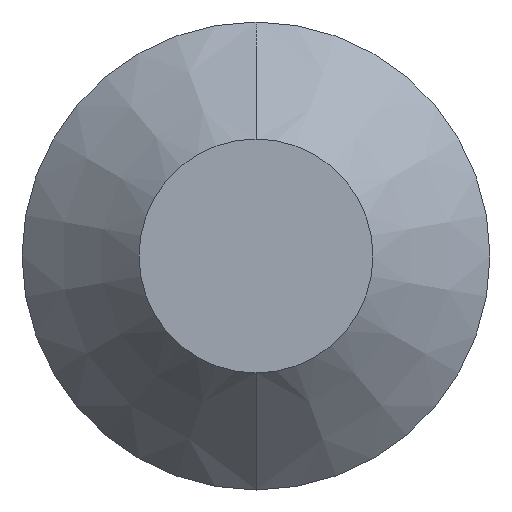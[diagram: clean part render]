
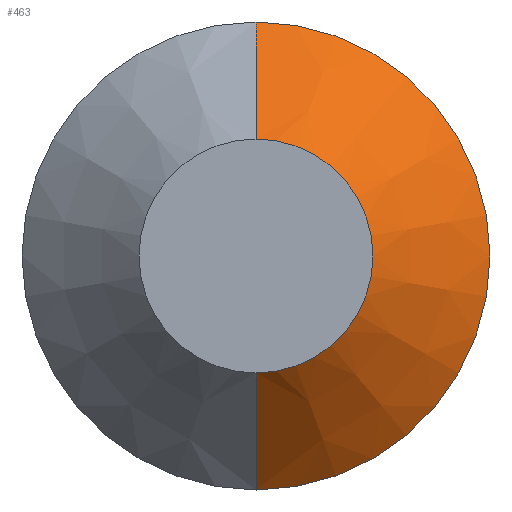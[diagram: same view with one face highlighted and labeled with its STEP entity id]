
A CAD part, front view. The second image highlights one B-rep face of the part: STEP entity #463.
In plain terms, the highlighted conical face has half-angle 45 degrees and reference radius 3 mm.
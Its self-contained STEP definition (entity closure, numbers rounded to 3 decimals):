
#34 = ORIENTED_EDGE ( 'NONE', *, *, #426, .T. ) ;
#127 = ORIENTED_EDGE ( 'NONE', *, *, #425, .T. ) ;
#134 = ORIENTED_EDGE ( 'NONE', *, *, #503, .F. ) ;
#141 = ORIENTED_EDGE ( 'NONE', *, *, #421, .F. ) ;
#193 = CARTESIAN_POINT ( 'NONE',  ( 0., -0.3, -3. ) ) ;
#203 = CARTESIAN_POINT ( 'NONE',  ( 0., -1.8, 1.5 ) ) ;
#204 = CARTESIAN_POINT ( 'NONE',  ( 0., -1.8, -1.5 ) ) ;
#207 = CARTESIAN_POINT ( 'NONE',  ( 0., -0.3, 3. ) ) ;
#248 = DIRECTION ( 'NONE',  ( 0., 0., 1. ) ) ;
#249 = DIRECTION ( 'NONE',  ( 0., 1., 0. ) ) ;
#250 = CARTESIAN_POINT ( 'NONE',  ( 0., -0.3, 0. ) ) ;
#324 = DIRECTION ( 'NONE',  ( 0., 0., 1. ) ) ;
#326 = DIRECTION ( 'NONE',  ( 0., 1., 0. ) ) ;
#329 = CARTESIAN_POINT ( 'NONE',  ( 0., -0.3, 0. ) ) ;
#367 = DIRECTION ( 'NONE',  ( 0., 1., 0. ) ) ;
#377 = DIRECTION ( 'NONE',  ( 0., 0., 1. ) ) ;
#381 = CARTESIAN_POINT ( 'NONE',  ( 0., -1.8, 0. ) ) ;
#386 = DIRECTION ( 'NONE',  ( 0., 0.707, -0.707 ) ) ;
#401 = CARTESIAN_POINT ( 'NONE',  ( 0., -0.3, -3. ) ) ;
#421 = EDGE_CURVE ( 'NONE', #874, #871, #831, .T. ) ;
#425 = EDGE_CURVE ( 'NONE', #873, #883, #828, .T. ) ;
#426 = EDGE_CURVE ( 'NONE', #874, #873, #745, .T. ) ;
#463 = ADVANCED_FACE ( 'NONE', ( #803 ), #733, .T. ) ;
#503 = EDGE_CURVE ( 'NONE', #871, #883, #767, .T. ) ;
#605 = CARTESIAN_POINT ( 'NONE',  ( 0., -0.3, 3. ) ) ;
#640 = DIRECTION ( 'NONE',  ( 0., 0.707, 0.707 ) ) ;
#686 = AXIS2_PLACEMENT_3D ( 'NONE', #250, #249, #248 ) ;
#733 = CONICAL_SURFACE ( 'NONE', #756, 3., 0.785 ) ;
#745 = CIRCLE ( 'NONE', #761, 1.5 ) ;
#749 = VECTOR ( 'NONE', #386, 1000. ) ;
#756 = AXIS2_PLACEMENT_3D ( 'NONE', #329, #326, #324 ) ;
#761 = AXIS2_PLACEMENT_3D ( 'NONE', #381, #367, #377 ) ;
#767 = CIRCLE ( 'NONE', #686, 3. ) ;
#774 = VECTOR ( 'NONE', #640, 1000. ) ;
#803 = FACE_OUTER_BOUND ( 'NONE', #834, .T. ) ;
#828 = LINE ( 'NONE', #401, #749 ) ;
#831 = LINE ( 'NONE', #605, #774 ) ;
#834 = EDGE_LOOP ( 'NONE', ( #34, #127, #134, #141 ) ) ;
#871 = VERTEX_POINT ( 'NONE', #207 ) ;
#873 = VERTEX_POINT ( 'NONE', #204 ) ;
#874 = VERTEX_POINT ( 'NONE', #203 ) ;
#883 = VERTEX_POINT ( 'NONE', #193 ) ;
